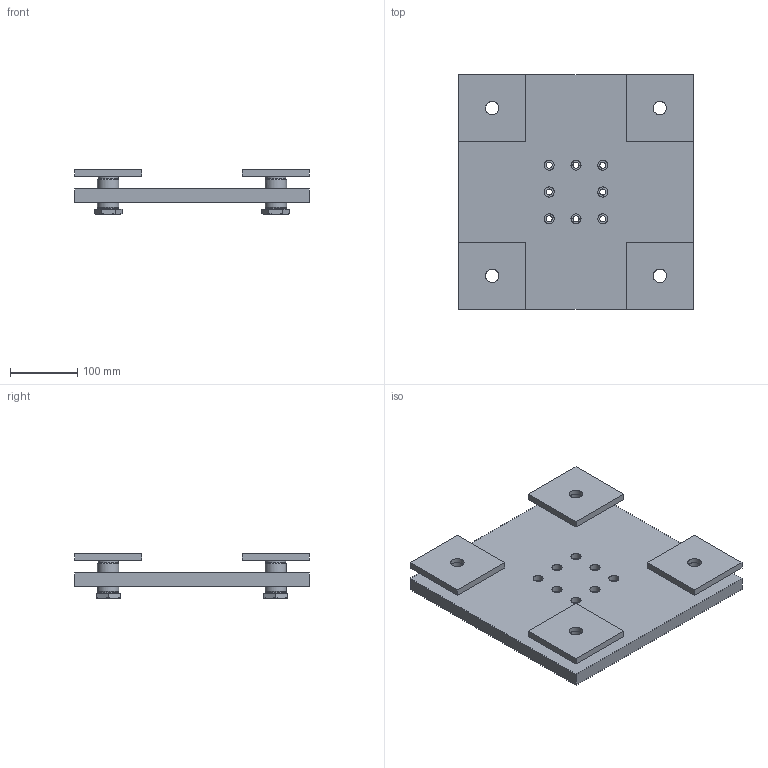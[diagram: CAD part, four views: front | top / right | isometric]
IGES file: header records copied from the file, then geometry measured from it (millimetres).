
Global section: file name: SZ0337S_A; native system: Autodesk Inventor 2015; preprocessor: unknown; author: Behrens; date: 20151123.112924; units: millimetre
Bounding box: 350 x 350 x 67 mm (x, y, z)
Volume: 2877984 mm3; surface area: 421910.1 mm2
Topology: 9 solids, 9 shells, 166 faces, 412 edges, 280 vertices
Faces by surface type: bspline 166
